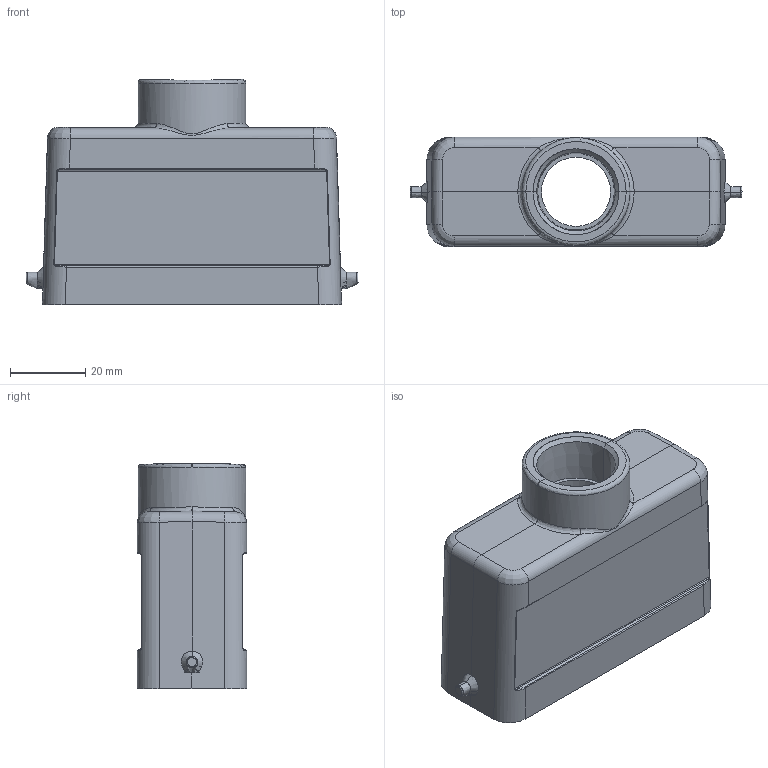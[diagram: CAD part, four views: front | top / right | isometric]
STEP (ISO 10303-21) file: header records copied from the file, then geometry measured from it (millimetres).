
FILE_DESCRIPTION(/* description */ (''),/* implementation_level */ '2;1');
FILE_NAME(/* name */ 'H16A-TE-2B-XXX.stp',/* time_stamp */ '2020-07-15T09:41:54+08:00',/* author */ (''),/* organization */ (''),/* preprocessor_version */ 'ST-DEVELOPER v16',/* originating_system */ 'SIEMENS PLM Software NX 10.0',/* authorisation */ '');
FILE_SCHEMA (('AUTOMOTIVE_DESIGN { 1 0 10303 214 3 1 1 1 }'));
Length unit declared in the file: millimetre
Products named in the file (1): Admi17405943hgzn
Bounding box: 88.4 x 29.1 x 60 mm (x, y, z)
Volume: 31033.7 mm3; surface area: 24482.8 mm2
Topology: 1 solids, 1 shells, 226 faces, 535 edges, 296 vertices
Faces by surface type: bspline 84, cylinder 77, plane 57, sphere 4, revolution 2, cone 2
Full cylindrical faces by diameter (mm): 3.5 x4, 28.699 x1
Entity records: 11744 total; most frequent: CARTESIAN_POINT 7531, ORIENTED_EDGE 1020, DIRECTION 596, EDGE_CURVE 510, VERTEX_POINT 296, B_SPLINE_CURVE_WITH_KNOTS 240, EDGE_LOOP 238, ADVANCED_FACE 226
